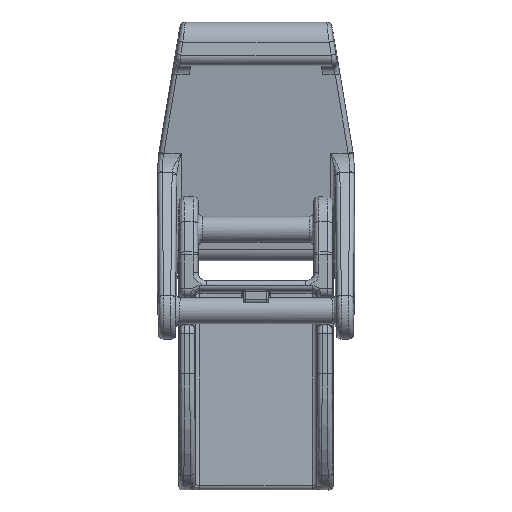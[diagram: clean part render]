
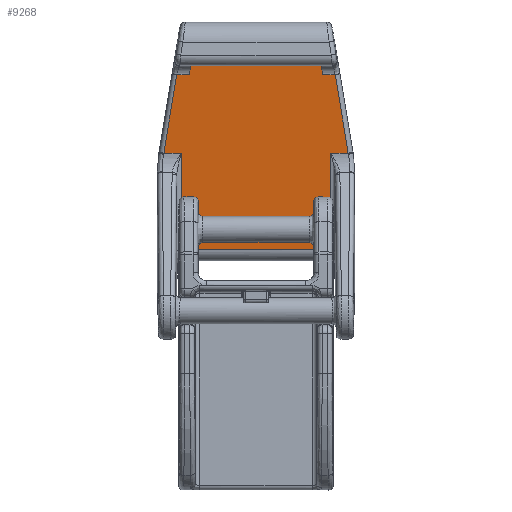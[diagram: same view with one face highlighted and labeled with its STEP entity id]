
A CAD part, top view. The second image highlights one B-rep face of the part: STEP entity #9268.
In plain terms, the highlighted planar face has unit normal (0, -0.13, 0.992).
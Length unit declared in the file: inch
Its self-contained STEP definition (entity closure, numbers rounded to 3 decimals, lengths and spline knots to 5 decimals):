
#431 = PLANE ( 'NONE',  #10433 ) ;
#444 = VERTEX_POINT ( 'NONE', #13846 ) ;
#548 = EDGE_CURVE ( 'NONE', #14117, #4605, #5748, .T. ) ;
#702 = CARTESIAN_POINT ( 'NONE',  ( -0.6873, 1.44078, -0.3523 ) ) ;
#823 = EDGE_CURVE ( 'NONE', #4605, #8005, #7156, .T. ) ;
#854 = DIRECTION ( 'NONE',  ( 1., 0., 0. ) ) ;
#893 = ORIENTED_EDGE ( 'NONE', *, *, #3427, .T. ) ;
#1185 = LINE ( 'NONE', #14412, #10607 ) ;
#1257 = LINE ( 'NONE', #8251, #1453 ) ;
#1453 = VECTOR ( 'NONE', #1477, 39.37008 ) ;
#1477 = DIRECTION ( 'NONE',  ( 1., 0., 0. ) ) ;
#1584 = CARTESIAN_POINT ( 'NONE',  ( 0.77032, 1.44078, -0.3523 ) ) ;
#1626 = VERTEX_POINT ( 'NONE', #3409 ) ;
#1765 = ORIENTED_EDGE ( 'NONE', *, *, #6218, .T. ) ;
#1866 = LINE ( 'NONE', #702, #3860 ) ;
#1965 = VECTOR ( 'NONE', #13768, 39.37008 ) ;
#2087 = VERTEX_POINT ( 'NONE', #4763 ) ;
#2421 = EDGE_CURVE ( 'NONE', #14084, #2087, #8261, .T. ) ;
#2922 = CARTESIAN_POINT ( 'NONE',  ( 0.57461, 2.04346, -0.27338 ) ) ;
#3055 = VERTEX_POINT ( 'NONE', #1584 ) ;
#3409 = CARTESIAN_POINT ( 'NONE',  ( 0.67068, 2.04346, -0.27338 ) ) ;
#3427 = EDGE_CURVE ( 'NONE', #1626, #14117, #6806, .T. ) ;
#3650 = CARTESIAN_POINT ( 'NONE',  ( -0.6873, 0.69842, -0.44951 ) ) ;
#3783 = EDGE_CURVE ( 'NONE', #12702, #11753, #4548, .T. ) ;
#3852 = LINE ( 'NONE', #10375, #1965 ) ;
#3856 = ORIENTED_EDGE ( 'NONE', *, *, #823, .T. ) ;
#3860 = VECTOR ( 'NONE', #854, 39.37008 ) ;
#3891 = LINE ( 'NONE', #5874, #7639 ) ;
#3987 = ORIENTED_EDGE ( 'NONE', *, *, #5733, .T. ) ;
#4175 = ORIENTED_EDGE ( 'NONE', *, *, #12919, .F. ) ;
#4309 = CARTESIAN_POINT ( 'NONE',  ( -0.64492, 1.44078, -0.3523 ) ) ;
#4372 = ORIENTED_EDGE ( 'NONE', *, *, #6626, .F. ) ;
#4548 = LINE ( 'NONE', #3650, #7606 ) ;
#4605 = VERTEX_POINT ( 'NONE', #5398 ) ;
#4696 = CARTESIAN_POINT ( 'NONE',  ( -0.41699, 2.24077, -0.24755 ) ) ;
#4763 = CARTESIAN_POINT ( 'NONE',  ( -0.54528, 2.04346, -0.27338 ) ) ;
#4913 = DIRECTION ( 'NONE',  ( 0., -0.992, -0.13 ) ) ;
#5398 = CARTESIAN_POINT ( 'NONE',  ( 0.54239, 2.24077, -0.24755 ) ) ;
#5488 = CARTESIAN_POINT ( 'NONE',  ( 0.63577, 0.69842, -0.44951 ) ) ;
#5733 = EDGE_CURVE ( 'NONE', #8005, #14084, #3852, .T. ) ;
#5748 = LINE ( 'NONE', #6702, #10874 ) ;
#5823 = DIRECTION ( 'NONE',  ( -0.16, 0.979, 0.128 ) ) ;
#5874 = CARTESIAN_POINT ( 'NONE',  ( -0.51187, 2.24559, -0.24691 ) ) ;
#6078 = CARTESIAN_POINT ( 'NONE',  ( -0.51184, 1.44078, -0.3523 ) ) ;
#6218 = EDGE_CURVE ( 'NONE', #444, #3055, #1866, .T. ) ;
#6345 = CARTESIAN_POINT ( 'NONE',  ( 0.60664, 2.04346, -0.27338 ) ) ;
#6429 = VECTOR ( 'NONE', #12805, 39.37008 ) ;
#6493 = ORIENTED_EDGE ( 'NONE', *, *, #3783, .T. ) ;
#6626 = EDGE_CURVE ( 'NONE', #1626, #3055, #1185, .T. ) ;
#6627 = DIRECTION ( 'NONE',  ( 0.162, -0.978, -0.128 ) ) ;
#6702 = CARTESIAN_POINT ( 'NONE',  ( 0.57461, 2.04346, -0.27338 ) ) ;
#6806 = B_SPLINE_CURVE_WITH_KNOTS ( 'NONE', 3,
 ( #7741, #13102, #6345, #10815 ),
 .UNSPECIFIED., .F., .F.,
 ( 4, 4 ),
 ( 0., 1. ),
 .UNSPECIFIED. ) ;
#7049 = ORIENTED_EDGE ( 'NONE', *, *, #9370, .T. ) ;
#7059 = ORIENTED_EDGE ( 'NONE', *, *, #548, .T. ) ;
#7156 = LINE ( 'NONE', #11559, #6429 ) ;
#7161 = CARTESIAN_POINT ( 'NONE',  ( -0.44921, 2.04346, -0.27338 ) ) ;
#7606 = VECTOR ( 'NONE', #12608, 39.37008 ) ;
#7639 = VECTOR ( 'NONE', #8372, 39.37008 ) ;
#7741 = CARTESIAN_POINT ( 'NONE',  ( 0.67068, 2.04346, -0.27338 ) ) ;
#8005 = VERTEX_POINT ( 'NONE', #4696 ) ;
#8219 = CARTESIAN_POINT ( 'NONE',  ( -0.44921, 2.04346, -0.27338 ) ) ;
#8251 = CARTESIAN_POINT ( 'NONE',  ( -0.6873, 1.44078, -0.3523 ) ) ;
#8261 = LINE ( 'NONE', #7161, #12279 ) ;
#8356 = ORIENTED_EDGE ( 'NONE', *, *, #8654, .T. ) ;
#8372 = DIRECTION ( 'NONE',  ( 0.162, 0.978, 0.128 ) ) ;
#8607 = ORIENTED_EDGE ( 'NONE', *, *, #10410, .T. ) ;
#8654 = EDGE_CURVE ( 'NONE', #13176, #10380, #1257, .T. ) ;
#9268 = ADVANCED_FACE ( 'NONE', ( #10486 ), #431, .T. ) ;
#9370 = EDGE_CURVE ( 'NONE', #11753, #444, #13061, .T. ) ;
#9377 = LINE ( 'NONE', #9879, #13500 ) ;
#9879 = CARTESIAN_POINT ( 'NONE',  ( -0.51184, 1.44078, -0.3523 ) ) ;
#10375 = CARTESIAN_POINT ( 'NONE',  ( -0.41699, 2.24077, -0.24755 ) ) ;
#10380 = VERTEX_POINT ( 'NONE', #6078 ) ;
#10410 = EDGE_CURVE ( 'NONE', #10380, #12702, #9377, .T. ) ;
#10433 = AXIS2_PLACEMENT_3D ( 'NONE', #12913, #13949, #4913 ) ;
#10486 = FACE_OUTER_BOUND ( 'NONE', #10496, .T. ) ;
#10496 = EDGE_LOOP ( 'NONE', ( #4175, #8356, #8607, #6493, #7049, #1765, #4372, #893, #7059, #3856, #3987, #13440 ) ) ;
#10602 = CARTESIAN_POINT ( 'NONE',  ( -0.51036, 0.69842, -0.44951 ) ) ;
#10607 = VECTOR ( 'NONE', #6627, 39.37008 ) ;
#10679 = DIRECTION ( 'NONE',  ( -1., 0., 0. ) ) ;
#10815 = CARTESIAN_POINT ( 'NONE',  ( 0.57461, 2.04346, -0.27338 ) ) ;
#10874 = VECTOR ( 'NONE', #5823, 39.37008 ) ;
#10906 = VECTOR ( 'NONE', #12167, 39.37008 ) ;
#11559 = CARTESIAN_POINT ( 'NONE',  ( -0.6873, 2.24077, -0.24755 ) ) ;
#11753 = VERTEX_POINT ( 'NONE', #12480 ) ;
#12167 = DIRECTION ( 'NONE',  ( 0.002, 0.992, 0.13 ) ) ;
#12279 = VECTOR ( 'NONE', #10679, 39.37008 ) ;
#12480 = CARTESIAN_POINT ( 'NONE',  ( 0.63577, 0.69842, -0.44951 ) ) ;
#12608 = DIRECTION ( 'NONE',  ( 1., 0., 0. ) ) ;
#12702 = VERTEX_POINT ( 'NONE', #10602 ) ;
#12805 = DIRECTION ( 'NONE',  ( -1., 0., 0. ) ) ;
#12913 = CARTESIAN_POINT ( 'NONE',  ( -0.6873, 2.2983, -0.24001 ) ) ;
#12919 = EDGE_CURVE ( 'NONE', #13176, #2087, #3891, .T. ) ;
#13061 = LINE ( 'NONE', #5488, #10906 ) ;
#13102 = CARTESIAN_POINT ( 'NONE',  ( 0.63866, 2.04346, -0.27338 ) ) ;
#13176 = VERTEX_POINT ( 'NONE', #4309 ) ;
#13440 = ORIENTED_EDGE ( 'NONE', *, *, #2421, .T. ) ;
#13500 = VECTOR ( 'NONE', #14221, 39.37008 ) ;
#13768 = DIRECTION ( 'NONE',  ( -0.16, -0.979, -0.128 ) ) ;
#13846 = CARTESIAN_POINT ( 'NONE',  ( 0.63725, 1.44078, -0.3523 ) ) ;
#13949 = DIRECTION ( 'NONE',  ( 0., -0.13, 0.992 ) ) ;
#14084 = VERTEX_POINT ( 'NONE', #8219 ) ;
#14117 = VERTEX_POINT ( 'NONE', #2922 ) ;
#14221 = DIRECTION ( 'NONE',  ( 0.002, -0.992, -0.13 ) ) ;
#14412 = CARTESIAN_POINT ( 'NONE',  ( 0.7728, 1.42579, -0.35426 ) ) ;
